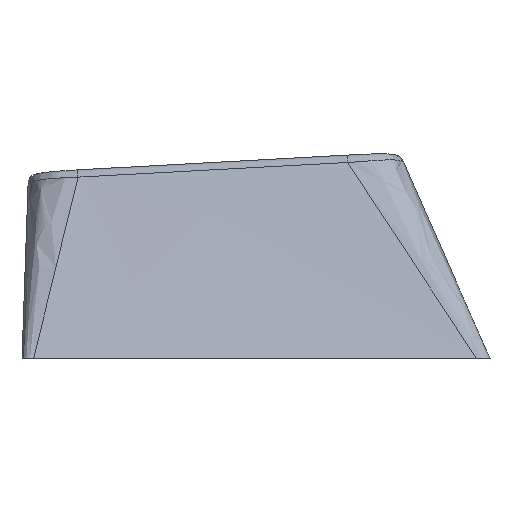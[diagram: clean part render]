
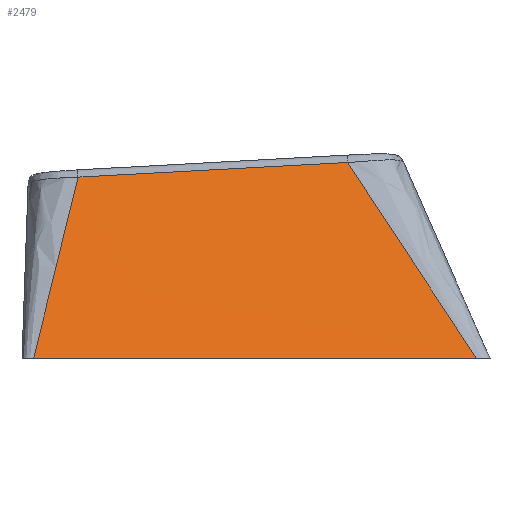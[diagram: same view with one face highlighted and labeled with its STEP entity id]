
A CAD part, left-side view. The second image highlights one B-rep face of the part: STEP entity #2479.
In plain terms, the highlighted free-form (B-spline) face has degree [3, 1] with [4, 2] control points.
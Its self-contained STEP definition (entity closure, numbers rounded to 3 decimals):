
#43=B_SPLINE_SURFACE_WITH_KNOTS('',3,1,((#3969,#3970),(#3971,#3972),(#3973,
#3974),(#3975,#3976)),.UNSPECIFIED.,.F.,.F.,.F.,(4,4),(2,2),(0.,9.24),
(0.,18.1),.UNSPECIFIED.);
#92=B_SPLINE_CURVE_WITH_KNOTS('',3,(#3979,#3980,#3981,#3982,#3983,#3984),
 .UNSPECIFIED.,.F.,.F.,(4,2,4),(-0.178,8.584,10.259),
 .UNSPECIFIED.);
#93=B_SPLINE_CURVE_WITH_KNOTS('',3,(#3985,#3986,#3987,#3988,#3989,#3990,
#3991,#3992,#3993,#3994,#3995,#3996,#3997,#3998,#3999,#4000,#4001,#4002,
#4003,#4004,#4005,#4006),.UNSPECIFIED.,.F.,.F.,(4,3,3,3,3,3,3,4),(0.158,
1.522,2.875,4.214,5.547,6.871,
7.896,8.093),.UNSPECIFIED.);
#94=B_SPLINE_CURVE_WITH_KNOTS('',3,(#4007,#4008,#4009,#4010),
 .UNSPECIFIED.,.F.,.F.,(4,4),(-0.358,9.309),.UNSPECIFIED.);
#193=FACE_OUTER_BOUND('',#337,.T.);
#337=EDGE_LOOP('',(#1869,#1870,#1871,#1872));
#583=LINE('',#3746,#868);
#868=VECTOR('',#3048,10.);
#1113=VERTEX_POINT('',#3732);
#1114=VERTEX_POINT('',#3745);
#1126=VERTEX_POINT('',#3977);
#1127=VERTEX_POINT('',#3978);
#1391=EDGE_CURVE('',#1113,#1114,#583,.F.);
#1406=EDGE_CURVE('',#1126,#1127,#92,.T.);
#1407=EDGE_CURVE('',#1127,#1114,#93,.T.);
#1408=EDGE_CURVE('',#1113,#1126,#94,.F.);
#1869=ORIENTED_EDGE('',*,*,#1406,.T.);
#1870=ORIENTED_EDGE('',*,*,#1407,.T.);
#1871=ORIENTED_EDGE('',*,*,#1391,.F.);
#1872=ORIENTED_EDGE('',*,*,#1408,.T.);
#2479=ADVANCED_FACE('',(#193),#43,.T.);
#3048=DIRECTION('',(0.,-1.,0.));
#3732=CARTESIAN_POINT('',(-18.575,-10.119,-30.));
#3745=CARTESIAN_POINT('',(-18.575,7.006,-30.));
#3746=CARTESIAN_POINT('',(-18.575,7.006,-30.));
#3969=CARTESIAN_POINT('Ctrl Pts',(-15.55,7.208,-22.799));
#3970=CARTESIAN_POINT('Ctrl Pts',(-15.55,-7.12,-22.011));
#3971=CARTESIAN_POINT('Ctrl Pts',(-16.558,7.292,-25.199));
#3972=CARTESIAN_POINT('Ctrl Pts',(-16.558,-8.294,-24.674));
#3973=CARTESIAN_POINT('Ctrl Pts',(-17.567,7.376,-27.6));
#3974=CARTESIAN_POINT('Ctrl Pts',(-17.567,-9.467,-27.337));
#3975=CARTESIAN_POINT('Ctrl Pts',(-18.575,7.46,-30.));
#3976=CARTESIAN_POINT('Ctrl Pts',(-18.575,-10.64,-30.));
#3977=CARTESIAN_POINT('',(-15.665,-5.128,-22.427));
#3978=CARTESIAN_POINT('',(-15.674,5.294,-22.993));
#3979=CARTESIAN_POINT('Ctrl Pts',(-15.665,-5.128,-22.427));
#3980=CARTESIAN_POINT('Ctrl Pts',(-15.668,-2.212,-22.586));
#3981=CARTESIAN_POINT('Ctrl Pts',(-15.67,0.705,-22.744));
#3982=CARTESIAN_POINT('Ctrl Pts',(-15.673,4.179,-22.933));
#3983=CARTESIAN_POINT('Ctrl Pts',(-15.673,4.737,-22.963));
#3984=CARTESIAN_POINT('Ctrl Pts',(-15.674,5.294,-22.993));
#3985=CARTESIAN_POINT('Ctrl Pts',(-15.674,5.294,-22.993));
#3986=CARTESIAN_POINT('Ctrl Pts',(-15.837,5.392,-23.394));
#3987=CARTESIAN_POINT('Ctrl Pts',(-16.002,5.49,-23.796));
#3988=CARTESIAN_POINT('Ctrl Pts',(-16.166,5.588,-24.197));
#3989=CARTESIAN_POINT('Ctrl Pts',(-16.33,5.686,-24.595));
#3990=CARTESIAN_POINT('Ctrl Pts',(-16.494,5.783,-24.993));
#3991=CARTESIAN_POINT('Ctrl Pts',(-16.658,5.88,-25.391));
#3992=CARTESIAN_POINT('Ctrl Pts',(-16.821,5.977,-25.785));
#3993=CARTESIAN_POINT('Ctrl Pts',(-16.984,6.073,-26.18));
#3994=CARTESIAN_POINT('Ctrl Pts',(-17.147,6.17,-26.574));
#3995=CARTESIAN_POINT('Ctrl Pts',(-17.31,6.266,-26.966));
#3996=CARTESIAN_POINT('Ctrl Pts',(-17.473,6.361,-27.359));
#3997=CARTESIAN_POINT('Ctrl Pts',(-17.636,6.457,-27.751));
#3998=CARTESIAN_POINT('Ctrl Pts',(-17.798,6.552,-28.141));
#3999=CARTESIAN_POINT('Ctrl Pts',(-17.961,6.647,-28.531));
#4000=CARTESIAN_POINT('Ctrl Pts',(-18.123,6.743,-28.92));
#4001=CARTESIAN_POINT('Ctrl Pts',(-18.249,6.816,-29.222));
#4002=CARTESIAN_POINT('Ctrl Pts',(-18.376,6.89,-29.524));
#4003=CARTESIAN_POINT('Ctrl Pts',(-18.502,6.964,-29.826));
#4004=CARTESIAN_POINT('Ctrl Pts',(-18.526,6.978,-29.884));
#4005=CARTESIAN_POINT('Ctrl Pts',(-18.551,6.992,-29.942));
#4006=CARTESIAN_POINT('Ctrl Pts',(-18.575,7.006,-30.));
#4007=CARTESIAN_POINT('Ctrl Pts',(-15.665,-5.128,-22.427));
#4008=CARTESIAN_POINT('Ctrl Pts',(-16.65,-6.794,-24.952));
#4009=CARTESIAN_POINT('Ctrl Pts',(-17.616,-8.457,-27.476));
#4010=CARTESIAN_POINT('Ctrl Pts',(-18.575,-10.119,-30.));
